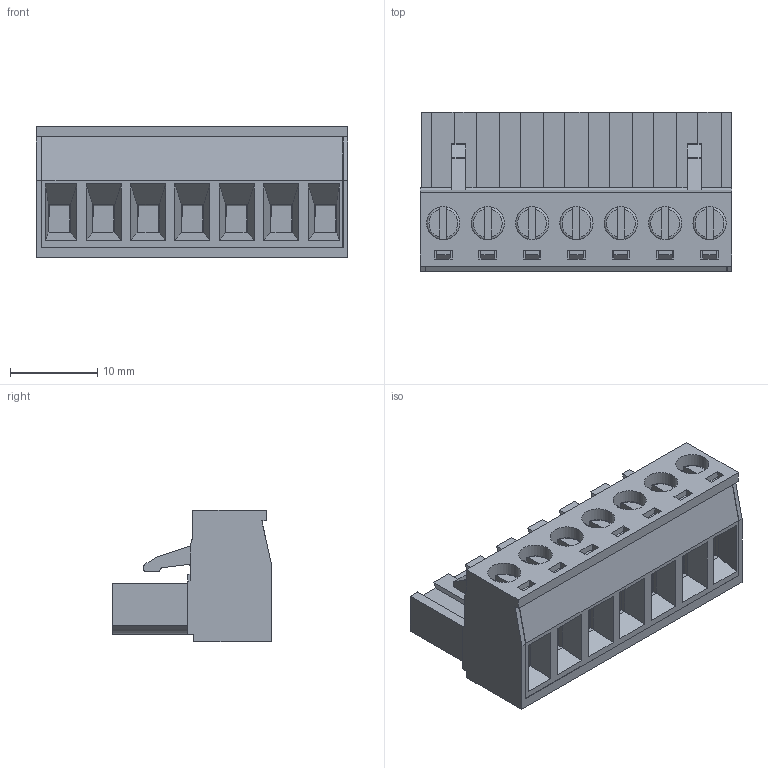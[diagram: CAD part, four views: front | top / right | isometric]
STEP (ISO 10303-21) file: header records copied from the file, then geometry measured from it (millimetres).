
FILE_DESCRIPTION(/* description */ ('Unknown'),/* implementation_level */ '2;1');
FILE_NAME(/* name */ '691351500007',/* time_stamp */ '2021-01-04T16:10:57+01:00',/* author */ ('Unknown'),/* organization */ ('Unknown'),/* preprocessor_version */ 'ST-DEVELOPER v16.7',/* originating_system */ 'DEX',/* authorisation */ $);
FILE_SCHEMA (('AP242_MANAGED_MODEL_BASED_3D_ENGINEERING_MIM_LF { 1 0 10303 442 1 1 4 }','AUTOMOTIVE_DESIGN {1 0 10303 214 3 1 1}'));
Length unit declared in the file: millimetre
Products named in the file (6): 6913515000xx; 691351500007; 6913515000xx_CAGE; 6913515000xx_PIN; 6913515000xx_VIS; 691351500007_CAPOT
Assembly tree (23 placements, depth 2):
  6913515000xx
    691351500007
    6913515000xx_CAGE  x7
    6913515000xx_PIN  x7
    6913515000xx_VIS  x7
    691351500007_CAPOT
Bounding box: 35.66 x 18.2 x 15.1 mm (x, y, z)
Volume: 4040.4 mm3; surface area: 11035.4 mm2
Topology: 23 solids, 23 shells, 1646 faces, 4472 edges, 2920 vertices
Faces by surface type: plane 1216, cylinder 395, torus 21, cone 14
Full cylindrical faces by diameter (mm): 1.6 x7, 2.2 x7, 2.5 x7, 2.9 x7, 2.95 x7, 3 x7, 3.8 x14
Entity records: 28306 total; most frequent: CARTESIAN_POINT 4947, ORIENTED_EDGE 4794, DIRECTION 4510, EDGE_CURVE 2397, LINE 2124, VECTOR 2124, VERTEX_POINT 1582, AXIS2_PLACEMENT_3D 1193
